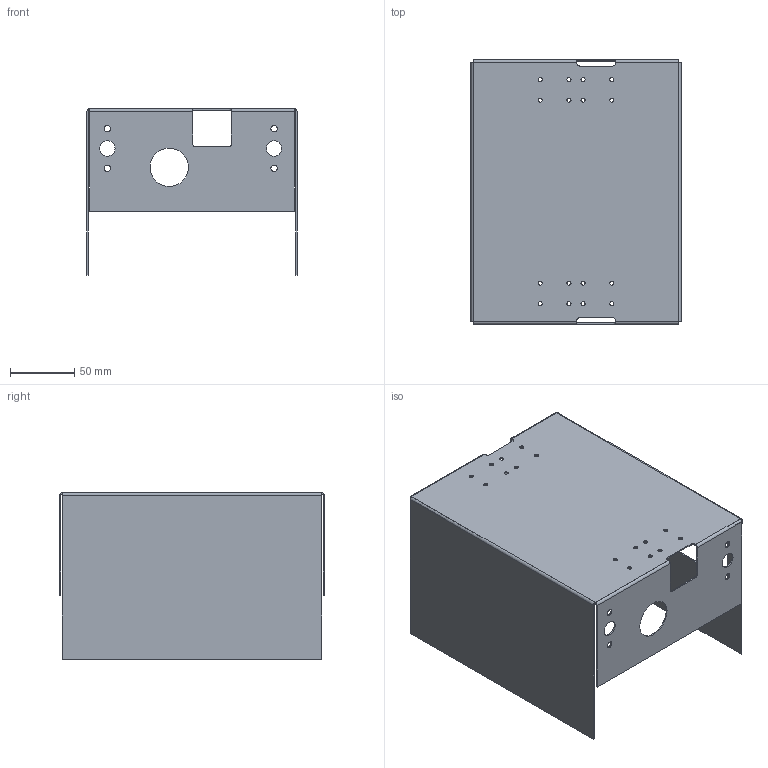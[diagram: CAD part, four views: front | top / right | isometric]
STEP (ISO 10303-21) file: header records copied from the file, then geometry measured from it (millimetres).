
FILE_DESCRIPTION(/* description */ (''),/* implementation_level */ '2;1');
FILE_NAME(/* name */ 'Part75.stp',/* time_stamp */ '2022-11-23T00:17:33+09:00',/* author */ ('Administrator'),/* organization */ (''),/* preprocessor_version */ 'ST-DEVELOPER v18.1',/* originating_system */ 'Autodesk Inventor 2020',/* authorisation */ '');
FILE_SCHEMA (('AUTOMOTIVE_DESIGN { 1 0 10303 214 3 1 1 }'));
Length unit declared in the file: millimetre
Products named in the file (1): Part75
Bounding box: 164 x 206.61 x 130 mm (x, y, z)
Volume: 97332.7 mm3; surface area: 197556.5 mm2
Topology: 1 solids, 1 shells, 96 faces, 269 edges, 171 vertices
Faces by surface type: cylinder 54, plane 42
Full cylindrical faces by diameter (mm): 3.2 x16, 5 x8, 12 x4, 30 x2
Entity records: 3281 total; most frequent: DIRECTION 578, ORIENTED_EDGE 538, CARTESIAN_POINT 537, EDGE_CURVE 269, AXIS2_PLACEMENT_3D 212, VERTEX_POINT 171, EDGE_LOOP 158, LINE 154
